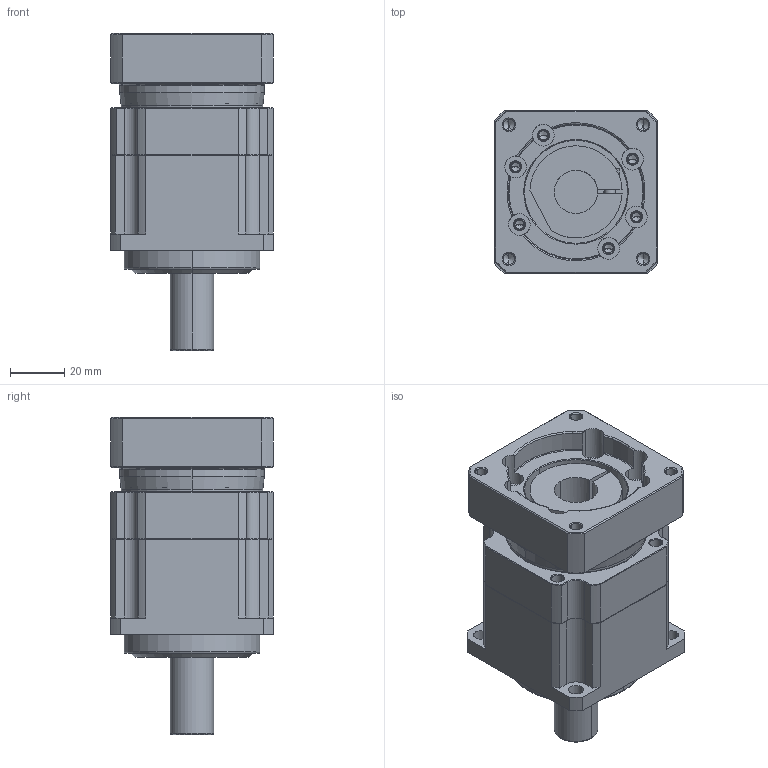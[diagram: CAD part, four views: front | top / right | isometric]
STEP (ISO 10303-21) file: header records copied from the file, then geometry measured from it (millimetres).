
FILE_DESCRIPTION((''),'2;1');
FILE_NAME('AB0601-P4120403_ASM','2008-02-15T',('d00280'),(''),'PRO/ENGINEER BY PARAMETRIC TECHNOLOGY CORPORATION, 2006170','PRO/ENGINEER BY PARAMETRIC TECHNOLOGY CORPORATION, 2006170','');
FILE_SCHEMA(('CONFIG_CONTROL_DESIGN'));
Length unit declared in the file: millimetre
Products named in the file (4): AB0601; PK920001; P4120403; AB0601-P4120403_ASM
Assembly tree (3 placements, depth 2):
  AB0601-P4120403_ASM
    AB0601
    PK920001
    P4120403
Bounding box: 60 x 60 x 117 mm (x, y, z)
Volume: 214652.1 mm3; surface area: 54684.1 mm2
Topology: 3 solids, 15 shells, 440 faces, 1059 edges, 641 vertices
Faces by surface type: cylinder 187, cone 106, plane 85, torus 62
Entity records: 13142 total; most frequent: CARTESIAN_POINT 2536, DIRECTION 2421, ORIENTED_EDGE 2024, EDGE_CURVE 1037, AXIS2_PLACEMENT_3D 1006, VERTEX_POINT 641, CIRCLE 553, EDGE_LOOP 514
